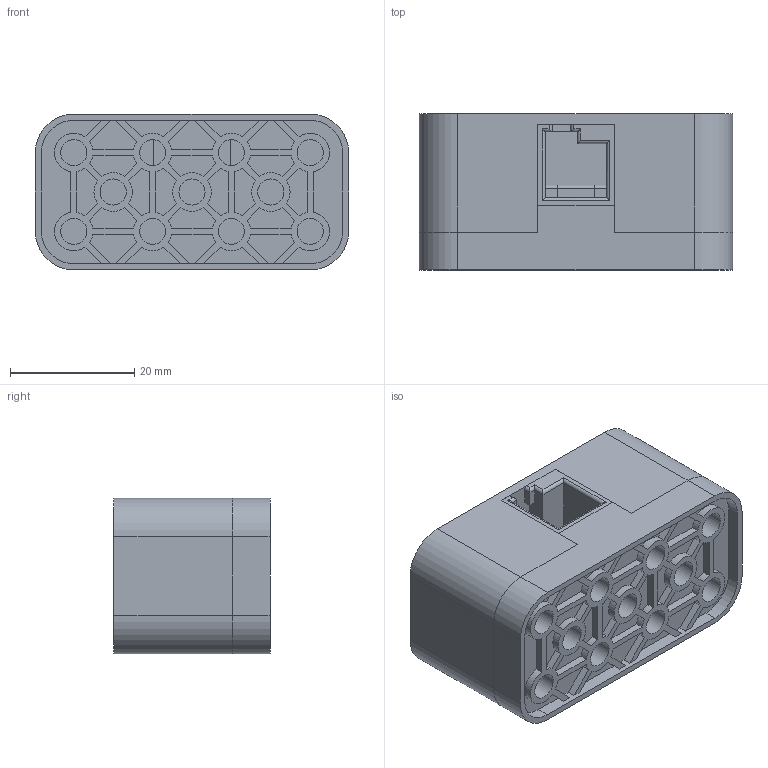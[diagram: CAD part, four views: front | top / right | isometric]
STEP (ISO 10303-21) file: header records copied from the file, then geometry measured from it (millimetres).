
FILE_DESCRIPTION((''),'2;1');
FILE_NAME('228-3011.STEP','2013-06-19T09:46:07',('art_dutra'),(''),'Autodesk Inventor 2013','Autodesk Inventor 2013','');
FILE_SCHEMA(('AUTOMOTIVE_DESIGN { 1 0 10303 214 1 1 1 1 }'));
Length unit declared in the file: millimetre
Products named in the file (6): Distance Sensor; Bottom Distance Sensor; Middle Distance Sensor; Top Distance Sensor; Black; 228-2540-901
Assembly tree (5 placements, depth 2):
  Distance Sensor
    Bottom Distance Sensor
    Middle Distance Sensor
    Top Distance Sensor
    Black
    228-2540-901
Bounding box: 50.5 x 25.15 x 25.1 mm (x, y, z)
Volume: 26184.7 mm3; surface area: 15594.6 mm2
Topology: 5 solids, 5 shells, 292 faces, 789 edges, 522 vertices
Faces by surface type: plane 175, cylinder 109, bspline 8
Full cylindrical faces by diameter (mm): 4.2 x11, 13.5 x2
Entity records: 9519 total; most frequent: CARTESIAN_POINT 1825, DIRECTION 1570, ORIENTED_EDGE 1552, EDGE_CURVE 776, VECTOR 556, LINE 556, VERTEX_POINT 522, AXIS2_PLACEMENT_3D 507
